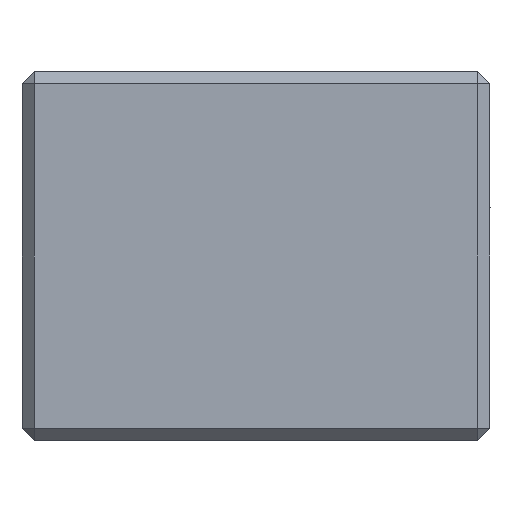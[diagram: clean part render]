
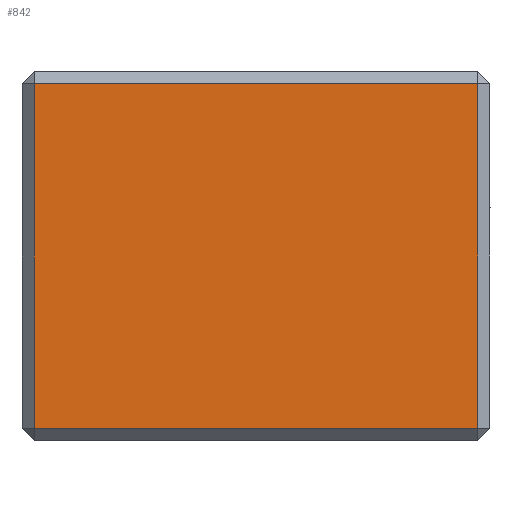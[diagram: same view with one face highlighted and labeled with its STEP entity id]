
A CAD part, left-side view. The second image highlights one B-rep face of the part: STEP entity #842.
In plain terms, the highlighted planar face has unit normal (-1, 0, 0).
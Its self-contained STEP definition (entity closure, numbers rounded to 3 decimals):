
#44 = PLANE('',#45);
#45 = AXIS2_PLACEMENT_3D('',#46,#47,#48);
#46 = CARTESIAN_POINT('',(0.5,-0.5,30.));
#47 = DIRECTION('',(0.707,-0.707,0.));
#48 = DIRECTION('',(0.,0.,1.));
#259 = VERTEX_POINT('',#260);
#260 = CARTESIAN_POINT('',(0.,-1.,1.));
#286 = EDGE_CURVE('',#287,#259,#289,.T.);
#287 = VERTEX_POINT('',#288);
#288 = CARTESIAN_POINT('',(0.,-1.,29.));
#289 = SURFACE_CURVE('',#290,(#294,#301),.PCURVE_S1.);
#290 = LINE('',#291,#292);
#291 = CARTESIAN_POINT('',(0.,-1.,30.));
#292 = VECTOR('',#293,1.);
#293 = DIRECTION('',(0.,0.,-1.));
#294 = PCURVE('',#44,#295);
#295 = DEFINITIONAL_REPRESENTATION('',(#296),#300);
#296 = LINE('',#297,#298);
#297 = CARTESIAN_POINT('',(0.,0.707));
#298 = VECTOR('',#299,1.);
#299 = DIRECTION('',(-1.,0.));
#300 = ( GEOMETRIC_REPRESENTATION_CONTEXT(2) 
PARAMETRIC_REPRESENTATION_CONTEXT() REPRESENTATION_CONTEXT('2D SPACE',''
  ) );
#301 = PCURVE('',#302,#307);
#302 = PLANE('',#303);
#303 = AXIS2_PLACEMENT_3D('',#304,#305,#306);
#304 = CARTESIAN_POINT('',(0.,-19.,15.));
#305 = DIRECTION('',(-1.,0.,0.));
#306 = DIRECTION('',(0.,0.,-1.));
#307 = DEFINITIONAL_REPRESENTATION('',(#308),#312);
#308 = LINE('',#309,#310);
#309 = CARTESIAN_POINT('',(-15.,-18.));
#310 = VECTOR('',#311,1.);
#311 = DIRECTION('',(1.,0.));
#312 = ( GEOMETRIC_REPRESENTATION_CONTEXT(2) 
PARAMETRIC_REPRESENTATION_CONTEXT() REPRESENTATION_CONTEXT('2D SPACE',''
  ) );
#799 = PLANE('',#800);
#800 = AXIS2_PLACEMENT_3D('',#801,#802,#803);
#801 = CARTESIAN_POINT('',(0.5,0.,29.5));
#802 = DIRECTION('',(-0.707,0.,0.707));
#803 = DIRECTION('',(0.,-1.,0.));
#830 = PLANE('',#831);
#831 = AXIS2_PLACEMENT_3D('',#832,#833,#834);
#832 = CARTESIAN_POINT('',(0.5,0.,0.5));
#833 = DIRECTION('',(-0.707,0.,-0.707));
#834 = DIRECTION('',(0.,1.,0.));
#842 = ADVANCED_FACE('',(#843),#302,.T.);
#843 = FACE_BOUND('',#844,.T.);
#844 = EDGE_LOOP('',(#845,#846,#869,#897));
#845 = ORIENTED_EDGE('',*,*,#286,.T.);
#846 = ORIENTED_EDGE('',*,*,#847,.T.);
#847 = EDGE_CURVE('',#259,#848,#850,.T.);
#848 = VERTEX_POINT('',#849);
#849 = CARTESIAN_POINT('',(0.,-37.,1.));
#850 = SURFACE_CURVE('',#851,(#855,#862),.PCURVE_S1.);
#851 = LINE('',#852,#853);
#852 = CARTESIAN_POINT('',(0.,0.,1.));
#853 = VECTOR('',#854,1.);
#854 = DIRECTION('',(0.,-1.,0.));
#855 = PCURVE('',#302,#856);
#856 = DEFINITIONAL_REPRESENTATION('',(#857),#861);
#857 = LINE('',#858,#859);
#858 = CARTESIAN_POINT('',(14.,-19.));
#859 = VECTOR('',#860,1.);
#860 = DIRECTION('',(0.,1.));
#861 = ( GEOMETRIC_REPRESENTATION_CONTEXT(2) 
PARAMETRIC_REPRESENTATION_CONTEXT() REPRESENTATION_CONTEXT('2D SPACE',''
  ) );
#862 = PCURVE('',#830,#863);
#863 = DEFINITIONAL_REPRESENTATION('',(#864),#868);
#864 = LINE('',#865,#866);
#865 = CARTESIAN_POINT('',(0.,-0.707));
#866 = VECTOR('',#867,1.);
#867 = DIRECTION('',(-1.,0.));
#868 = ( GEOMETRIC_REPRESENTATION_CONTEXT(2) 
PARAMETRIC_REPRESENTATION_CONTEXT() REPRESENTATION_CONTEXT('2D SPACE',''
  ) );
#869 = ORIENTED_EDGE('',*,*,#870,.F.);
#870 = EDGE_CURVE('',#871,#848,#873,.T.);
#871 = VERTEX_POINT('',#872);
#872 = CARTESIAN_POINT('',(0.,-37.,29.));
#873 = SURFACE_CURVE('',#874,(#878,#885),.PCURVE_S1.);
#874 = LINE('',#875,#876);
#875 = CARTESIAN_POINT('',(0.,-37.,30.));
#876 = VECTOR('',#877,1.);
#877 = DIRECTION('',(0.,0.,-1.));
#878 = PCURVE('',#302,#879);
#879 = DEFINITIONAL_REPRESENTATION('',(#880),#884);
#880 = LINE('',#881,#882);
#881 = CARTESIAN_POINT('',(-15.,18.));
#882 = VECTOR('',#883,1.);
#883 = DIRECTION('',(1.,0.));
#884 = ( GEOMETRIC_REPRESENTATION_CONTEXT(2) 
PARAMETRIC_REPRESENTATION_CONTEXT() REPRESENTATION_CONTEXT('2D SPACE',''
  ) );
#885 = PCURVE('',#886,#891);
#886 = PLANE('',#887);
#887 = AXIS2_PLACEMENT_3D('',#888,#889,#890);
#888 = CARTESIAN_POINT('',(0.5,-37.5,30.));
#889 = DIRECTION('',(-0.707,-0.707,0.));
#890 = DIRECTION('',(0.,0.,-1.));
#891 = DEFINITIONAL_REPRESENTATION('',(#892),#896);
#892 = LINE('',#893,#894);
#893 = CARTESIAN_POINT('',(0.,-0.707));
#894 = VECTOR('',#895,1.);
#895 = DIRECTION('',(1.,0.));
#896 = ( GEOMETRIC_REPRESENTATION_CONTEXT(2) 
PARAMETRIC_REPRESENTATION_CONTEXT() REPRESENTATION_CONTEXT('2D SPACE',''
  ) );
#897 = ORIENTED_EDGE('',*,*,#898,.F.);
#898 = EDGE_CURVE('',#287,#871,#899,.T.);
#899 = SURFACE_CURVE('',#900,(#904,#911),.PCURVE_S1.);
#900 = LINE('',#901,#902);
#901 = CARTESIAN_POINT('',(0.,0.,29.));
#902 = VECTOR('',#903,1.);
#903 = DIRECTION('',(0.,-1.,0.));
#904 = PCURVE('',#302,#905);
#905 = DEFINITIONAL_REPRESENTATION('',(#906),#910);
#906 = LINE('',#907,#908);
#907 = CARTESIAN_POINT('',(-14.,-19.));
#908 = VECTOR('',#909,1.);
#909 = DIRECTION('',(0.,1.));
#910 = ( GEOMETRIC_REPRESENTATION_CONTEXT(2) 
PARAMETRIC_REPRESENTATION_CONTEXT() REPRESENTATION_CONTEXT('2D SPACE',''
  ) );
#911 = PCURVE('',#799,#912);
#912 = DEFINITIONAL_REPRESENTATION('',(#913),#917);
#913 = LINE('',#914,#915);
#914 = CARTESIAN_POINT('',(0.,-0.707));
#915 = VECTOR('',#916,1.);
#916 = DIRECTION('',(1.,0.));
#917 = ( GEOMETRIC_REPRESENTATION_CONTEXT(2) 
PARAMETRIC_REPRESENTATION_CONTEXT() REPRESENTATION_CONTEXT('2D SPACE',''
  ) );
